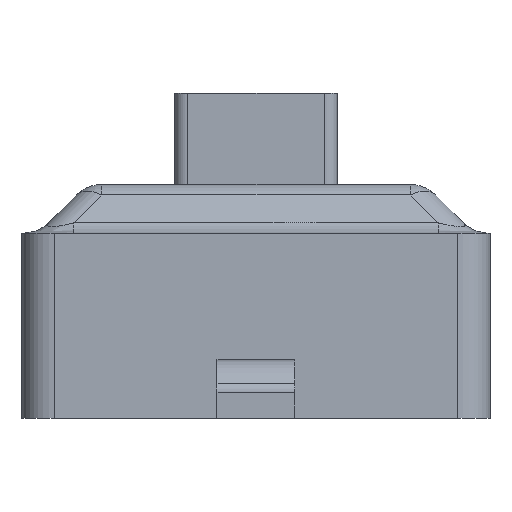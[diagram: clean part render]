
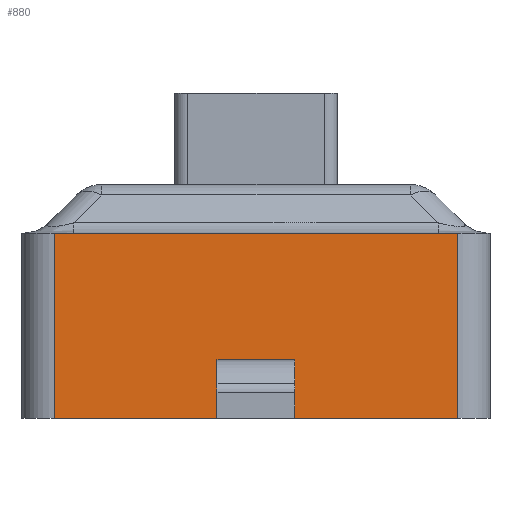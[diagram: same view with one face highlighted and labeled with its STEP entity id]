
A CAD part, left-side view. The second image highlights one B-rep face of the part: STEP entity #880.
In plain terms, the highlighted planar face has unit normal (-1, 0, 0).
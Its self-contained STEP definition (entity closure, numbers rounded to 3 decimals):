
#84 = CARTESIAN_POINT ( 'NONE',  ( -3.05, 1.55, 1.425 ) ) ;
#187 = ORIENTED_EDGE ( 'NONE', *, *, #1023, .T. ) ;
#222 = LINE ( 'NONE', #1778, #1472 ) ;
#224 = CARTESIAN_POINT ( 'NONE',  ( -3.05, -1.55, 0. ) ) ;
#265 = LINE ( 'NONE', #904, #649 ) ;
#286 = FACE_OUTER_BOUND ( 'NONE', #2216, .T. ) ;
#296 = CARTESIAN_POINT ( 'NONE',  ( -3.05, -1.55, 1.425 ) ) ;
#310 = VECTOR ( 'NONE', #403, 1000. ) ;
#403 = DIRECTION ( 'NONE',  ( 0., -1., 0. ) ) ;
#602 = LINE ( 'NONE', #2010, #310 ) ;
#649 = VECTOR ( 'NONE', #1675, 1000. ) ;
#673 = ORIENTED_EDGE ( 'NONE', *, *, #915, .T. ) ;
#755 = EDGE_CURVE ( 'NONE', #841, #1108, #602, .T. ) ;
#800 = VERTEX_POINT ( 'NONE', #224 ) ;
#821 = CARTESIAN_POINT ( 'NONE',  ( -3.05, -1.55, 0. ) ) ;
#841 = VERTEX_POINT ( 'NONE', #84 ) ;
#857 = AXIS2_PLACEMENT_3D ( 'NONE', #296, #1044, #864 ) ;
#864 = DIRECTION ( 'NONE',  ( 0., 0., -1. ) ) ;
#880 = ADVANCED_FACE ( 'NONE', ( #286 ), #1255, .F. ) ;
#904 = CARTESIAN_POINT ( 'NONE',  ( -3.05, 1.55, 1.425 ) ) ;
#915 = EDGE_CURVE ( 'NONE', #841, #1101, #265, .T. ) ;
#1023 = EDGE_CURVE ( 'NONE', #1101, #800, #1589, .T. ) ;
#1044 = DIRECTION ( 'NONE',  ( 1., 0., 0. ) ) ;
#1046 = EDGE_CURVE ( 'NONE', #1108, #800, #222, .T. ) ;
#1101 = VERTEX_POINT ( 'NONE', #1820 ) ;
#1108 = VERTEX_POINT ( 'NONE', #2060 ) ;
#1255 = PLANE ( 'NONE',  #857 ) ;
#1400 = DIRECTION ( 'NONE',  ( 0., 0., -1. ) ) ;
#1472 = VECTOR ( 'NONE', #1400, 1000. ) ;
#1561 = ORIENTED_EDGE ( 'NONE', *, *, #755, .F. ) ;
#1589 = LINE ( 'NONE', #821, #1591 ) ;
#1591 = VECTOR ( 'NONE', #2159, 1000. ) ;
#1675 = DIRECTION ( 'NONE',  ( 0., 0., -1. ) ) ;
#1778 = CARTESIAN_POINT ( 'NONE',  ( -3.05, -1.55, 1.425 ) ) ;
#1820 = CARTESIAN_POINT ( 'NONE',  ( -3.05, 1.55, 0. ) ) ;
#2010 = CARTESIAN_POINT ( 'NONE',  ( -3.05, -1.55, 1.425 ) ) ;
#2060 = CARTESIAN_POINT ( 'NONE',  ( -3.05, -1.55, 1.425 ) ) ;
#2159 = DIRECTION ( 'NONE',  ( 0., -1., 0. ) ) ;
#2216 = EDGE_LOOP ( 'NONE', ( #187, #2346, #1561, #673 ) ) ;
#2346 = ORIENTED_EDGE ( 'NONE', *, *, #1046, .F. ) ;
